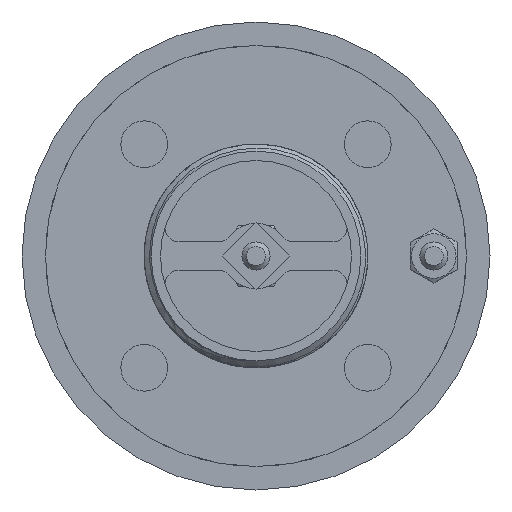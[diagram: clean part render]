
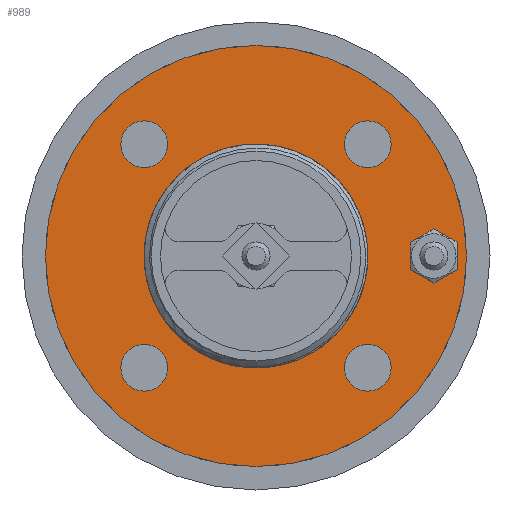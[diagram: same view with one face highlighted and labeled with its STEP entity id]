
A CAD part, left-side view. The second image highlights one B-rep face of the part: STEP entity #989.
In plain terms, the highlighted planar face has unit normal (-1, 0, 0).
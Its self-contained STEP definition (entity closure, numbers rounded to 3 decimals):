
#989=ADVANCED_FACE('',(#1182,#1184,#1186,#1188,#1190,#1192),#1194,.T.);
#1182=FACE_BOUND('',#1183,.T.);
#1183=EDGE_LOOP('',(#7042));
#1184=FACE_BOUND('',#1185,.T.);
#1185=EDGE_LOOP('',(#7043));
#1186=FACE_BOUND('',#1187,.T.);
#1187=EDGE_LOOP('',(#7044));
#1188=FACE_BOUND('',#1189,.T.);
#1189=EDGE_LOOP('',(#7045));
#1190=FACE_BOUND('',#1191,.T.);
#1191=EDGE_LOOP('',(#7046));
#1192=FACE_BOUND('',#1193,.T.);
#1193=EDGE_LOOP('',(#7047));
#1194=PLANE('',#1195);
#1195=AXIS2_PLACEMENT_3D('',#1196,#1197,#1198);
#1196=CARTESIAN_POINT('',(40.,0.,0.));
#1197=DIRECTION('',(-1.,0.,0.));
#1198=DIRECTION('',(0.,0.,1.));
#7042=ORIENTED_EDGE('',*,*,#7718,.T.);
#7043=ORIENTED_EDGE('',*,*,#7719,.T.);
#7044=ORIENTED_EDGE('',*,*,#7720,.T.);
#7045=ORIENTED_EDGE('',*,*,#7721,.T.);
#7046=ORIENTED_EDGE('',*,*,#7722,.T.);
#7047=ORIENTED_EDGE('',*,*,#7723,.F.);
#7718=EDGE_CURVE('',#8062,#8062,#8063,.T.);
#7719=EDGE_CURVE('',#8064,#8064,#8065,.T.);
#7720=EDGE_CURVE('',#8066,#8066,#8067,.T.);
#7721=EDGE_CURVE('',#8068,#8068,#8069,.T.);
#7722=EDGE_CURVE('',#8070,#8070,#8071,.T.);
#7723=EDGE_CURVE('',#8072,#8072,#8073,.T.);
#8062=VERTEX_POINT('',#8661);
#8063=CIRCLE('',#8662,45.);
#8064=VERTEX_POINT('',#8666);
#8065=CIRCLE('',#8667,3.75);
#8066=VERTEX_POINT('',#8671);
#8067=CIRCLE('',#8672,3.75);
#8068=VERTEX_POINT('',#8676);
#8069=CIRCLE('',#8677,3.75);
#8070=VERTEX_POINT('',#8681);
#8071=CIRCLE('',#8682,3.75);
#8072=VERTEX_POINT('',#8686);
#8073=CIRCLE('',#8687,23.902);
#8661=CARTESIAN_POINT('',(40.,0.,45.));
#8662=AXIS2_PLACEMENT_3D('',#8663,#8664,#8665);
#8663=CARTESIAN_POINT('',(40.,0.,0.));
#8664=DIRECTION('',(-1.,0.,0.));
#8665=DIRECTION('',(0.,0.,1.));
#8666=CARTESIAN_POINT('',(40.,20.133,-23.883));
#8667=AXIS2_PLACEMENT_3D('',#8668,#8669,#8670);
#8668=CARTESIAN_POINT('',(40.,23.883,-23.883));
#8669=DIRECTION('',(1.,0.,0.));
#8670=DIRECTION('',(0.,-1.,0.));
#8671=CARTESIAN_POINT('',(40.,-27.633,-23.883));
#8672=AXIS2_PLACEMENT_3D('',#8673,#8674,#8675);
#8673=CARTESIAN_POINT('',(40.,-23.883,-23.883));
#8674=DIRECTION('',(1.,0.,0.));
#8675=DIRECTION('',(0.,-1.,0.));
#8676=CARTESIAN_POINT('',(40.,-27.633,23.883));
#8677=AXIS2_PLACEMENT_3D('',#8678,#8679,#8680);
#8678=CARTESIAN_POINT('',(40.,-23.883,23.883));
#8679=DIRECTION('',(1.,0.,0.));
#8680=DIRECTION('',(0.,-1.,0.));
#8681=CARTESIAN_POINT('',(40.,20.133,23.883));
#8682=AXIS2_PLACEMENT_3D('',#8683,#8684,#8685);
#8683=CARTESIAN_POINT('',(40.,23.883,23.883));
#8684=DIRECTION('',(1.,0.,0.));
#8685=DIRECTION('',(0.,-1.,0.));
#8686=CARTESIAN_POINT('',(40.,0.,23.902));
#8687=AXIS2_PLACEMENT_3D('',#8688,#8689,#8690);
#8688=CARTESIAN_POINT('',(40.,0.,0.));
#8689=DIRECTION('',(-1.,0.,0.));
#8690=DIRECTION('',(0.,0.,1.));
